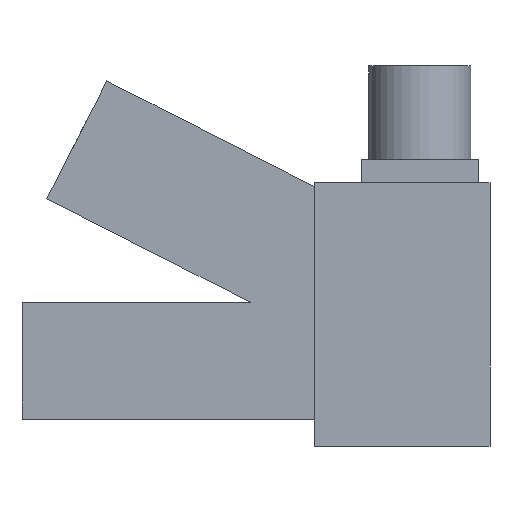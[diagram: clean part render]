
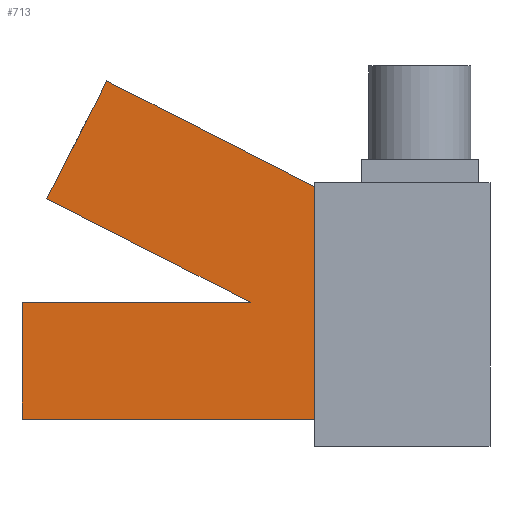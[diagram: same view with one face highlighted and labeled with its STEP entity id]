
A CAD part, front view. The second image highlights one B-rep face of the part: STEP entity #713.
In plain terms, the highlighted planar face has unit normal (0, -1, 0).
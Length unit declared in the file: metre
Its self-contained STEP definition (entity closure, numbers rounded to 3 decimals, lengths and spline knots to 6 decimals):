
#135=ORIENTED_EDGE('',*,*,#238,.F.);
#136=ORIENTED_EDGE('',*,*,#277,.F.);
#137=ORIENTED_EDGE('',*,*,#278,.T.);
#138=ORIENTED_EDGE('',*,*,#279,.F.);
#139=ORIENTED_EDGE('',*,*,#280,.F.);
#140=ORIENTED_EDGE('',*,*,#216,.F.);
#141=ORIENTED_EDGE('',*,*,#274,.T.);
#216=EDGE_CURVE('',#310,#311,#375,.T.);
#238=EDGE_CURVE('',#329,#330,#397,.T.);
#274=EDGE_CURVE('',#310,#330,#425,.T.);
#277=EDGE_CURVE('',#355,#329,#428,.T.);
#278=EDGE_CURVE('',#355,#356,#429,.T.);
#279=EDGE_CURVE('',#357,#356,#430,.T.);
#280=EDGE_CURVE('',#311,#357,#431,.T.);
#310=VERTEX_POINT('',#984);
#311=VERTEX_POINT('',#986);
#329=VERTEX_POINT('',#1030);
#330=VERTEX_POINT('',#1032);
#355=VERTEX_POINT('',#1122);
#356=VERTEX_POINT('',#1126);
#357=VERTEX_POINT('',#1128);
#375=LINE('',#985,#459);
#397=LINE('',#1031,#481);
#425=LINE('',#1117,#509);
#428=LINE('',#1123,#512);
#429=LINE('',#1125,#513);
#430=LINE('',#1127,#514);
#431=LINE('',#1129,#515);
#459=VECTOR('',#798,1.);
#481=VECTOR('',#830,1.);
#509=VECTOR('',#908,1.);
#512=VECTOR('',#913,1.);
#513=VECTOR('',#916,1.);
#514=VECTOR('',#917,1.);
#515=VECTOR('',#918,1.);
#577=EDGE_LOOP('',(#135,#136,#137,#138,#139,#140,#141));
#632=FACE_BOUND('',#577,.T.);
#673=PLANE('',#774);
#713=ADVANCED_FACE('',(#632),#673,.T.);
#774=AXIS2_PLACEMENT_3D('',#1124,#914,#915);
#798=DIRECTION('',(0.,0.,1.));
#830=DIRECTION('',(0.,0.,-1.));
#908=DIRECTION('',(1.,0.,0.));
#913=DIRECTION('',(0.891,0.,-0.454));
#914=DIRECTION('',(0.,-1.,0.));
#915=DIRECTION('',(1.,0.,0.));
#916=DIRECTION('',(-0.454,0.,-0.891));
#917=DIRECTION('',(-0.891,0.,0.454));
#918=DIRECTION('',(1.,0.,0.));
#984=CARTESIAN_POINT('',(-0.165191,-0.0254,-0.064513));
#985=CARTESIAN_POINT('',(-0.165191,-0.0254,-0.039113));
#986=CARTESIAN_POINT('',(-0.165191,-0.0254,-0.013713));
#1030=CARTESIAN_POINT('',(-0.0381,-0.0254,0.036414));
#1031=CARTESIAN_POINT('',(-0.0381,-0.0254,0.0381));
#1032=CARTESIAN_POINT('',(-0.0381,-0.0254,-0.064513));
#1117=CARTESIAN_POINT('',(-0.033065,-0.0254,-0.064513));
#1122=CARTESIAN_POINT('',(-0.12834,-0.0254,0.082393));
#1123=CARTESIAN_POINT('',(-0.07284,-0.0254,0.054115));
#1124=CARTESIAN_POINT('',(-0.082595,-0.0254,0.00894));
#1125=CARTESIAN_POINT('',(-0.132664,-0.0254,0.073907));
#1126=CARTESIAN_POINT('',(-0.154394,-0.0254,0.031259));
#1127=CARTESIAN_POINT('',(-0.110263,-0.0254,0.008773));
#1128=CARTESIAN_POINT('',(-0.066131,-0.0254,-0.013713));
#1129=CARTESIAN_POINT('',(-0.115661,-0.0254,-0.013713));
